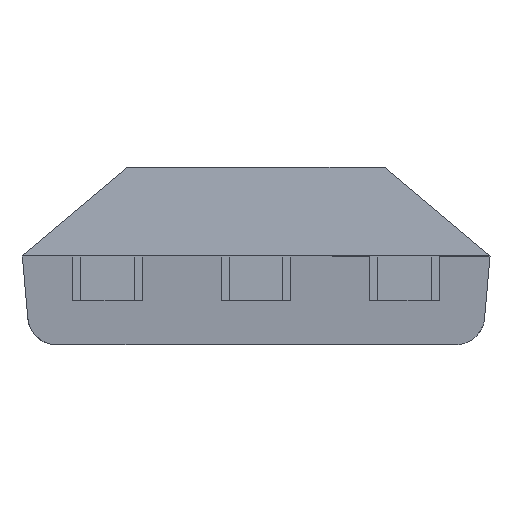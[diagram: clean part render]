
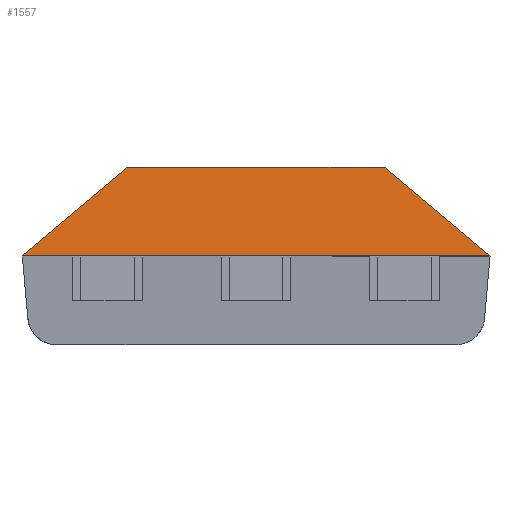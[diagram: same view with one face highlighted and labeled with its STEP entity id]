
A CAD part, front view. The second image highlights one B-rep face of the part: STEP entity #1557.
In plain terms, the highlighted planar face has unit normal (0, -0.996, 0.087).
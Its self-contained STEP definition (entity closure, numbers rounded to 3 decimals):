
#81 = VECTOR ( 'NONE', #1406, 1000. ) ;
#456 = LINE ( 'NONE', #3937, #3737 ) ;
#465 = FACE_OUTER_BOUND ( 'NONE', #4229, .T. ) ;
#509 = DIRECTION ( 'NONE',  ( -0.765, 0.056, 0.642 ) ) ;
#540 = CARTESIAN_POINT ( 'NONE',  ( -2., -1.575, 0.003 ) ) ;
#558 = LINE ( 'NONE', #1960, #2257 ) ;
#564 = ORIENTED_EDGE ( 'NONE', *, *, #2965, .T. ) ;
#577 = DIRECTION ( 'NONE',  ( 0., -0.996, 0.087 ) ) ;
#616 = VERTEX_POINT ( 'NONE', #3024 ) ;
#617 = VERTEX_POINT ( 'NONE', #917 ) ;
#748 = CARTESIAN_POINT ( 'NONE',  ( 2., -1.575, 0. ) ) ;
#843 = EDGE_CURVE ( 'NONE', #1283, #4055, #3323, .T. ) ;
#851 = EDGE_CURVE ( 'NONE', #616, #2610, #558, .T. ) ;
#917 = CARTESIAN_POINT ( 'NONE',  ( -1.097, -1.509, 0.76 ) ) ;
#1002 = EDGE_CURVE ( 'NONE', #1283, #2610, #1091, .T. ) ;
#1009 = DIRECTION ( 'NONE',  ( -1., 0., 0. ) ) ;
#1023 = DIRECTION ( 'NONE',  ( -0.765, -0.056, -0.642 ) ) ;
#1091 = LINE ( 'NONE', #748, #81 ) ;
#1101 = VERTEX_POINT ( 'NONE', #540 ) ;
#1279 = CARTESIAN_POINT ( 'NONE',  ( -2., -1.575, 0. ) ) ;
#1283 = VERTEX_POINT ( 'NONE', #2713 ) ;
#1360 = LINE ( 'NONE', #4168, #3585 ) ;
#1406 = DIRECTION ( 'NONE',  ( 0.087, -0.087, -0.992 ) ) ;
#1415 = DIRECTION ( 'NONE',  ( -0.087, -0.087, -0.992 ) ) ;
#1557 = ADVANCED_FACE ( 'NONE', ( #465 ), #1867, .T. ) ;
#1613 = ORIENTED_EDGE ( 'NONE', *, *, #843, .T. ) ;
#1867 = PLANE ( 'NONE',  #3185 ) ;
#1957 = CARTESIAN_POINT ( 'NONE',  ( 2., -1.575, 0. ) ) ;
#1960 = CARTESIAN_POINT ( 'NONE',  ( -2., -1.575, 0. ) ) ;
#2045 = ORIENTED_EDGE ( 'NONE', *, *, #2339, .T. ) ;
#2202 = EDGE_CURVE ( 'NONE', #617, #4055, #456, .T. ) ;
#2257 = VECTOR ( 'NONE', #2667, 1000. ) ;
#2339 = EDGE_CURVE ( 'NONE', #617, #1101, #1360, .T. ) ;
#2610 = VERTEX_POINT ( 'NONE', #1957 ) ;
#2667 = DIRECTION ( 'NONE',  ( 1., 0., 0. ) ) ;
#2713 = CARTESIAN_POINT ( 'NONE',  ( 2., -1.575, 0.003 ) ) ;
#2814 = CARTESIAN_POINT ( 'NONE',  ( -2., -1.575, 0. ) ) ;
#2965 = EDGE_CURVE ( 'NONE', #1101, #616, #3182, .T. ) ;
#3024 = CARTESIAN_POINT ( 'NONE',  ( -2., -1.575, 0. ) ) ;
#3182 = LINE ( 'NONE', #2814, #3422 ) ;
#3185 = AXIS2_PLACEMENT_3D ( 'NONE', #1279, #577, #1009 ) ;
#3221 = DIRECTION ( 'NONE',  ( 1., 0., 0. ) ) ;
#3323 = LINE ( 'NONE', #3688, #4237 ) ;
#3394 = ORIENTED_EDGE ( 'NONE', *, *, #2202, .F. ) ;
#3410 = ORIENTED_EDGE ( 'NONE', *, *, #851, .T. ) ;
#3422 = VECTOR ( 'NONE', #1415, 1000. ) ;
#3585 = VECTOR ( 'NONE', #1023, 1000. ) ;
#3635 = ORIENTED_EDGE ( 'NONE', *, *, #1002, .F. ) ;
#3688 = CARTESIAN_POINT ( 'NONE',  ( 1.033, -1.504, 0.814 ) ) ;
#3737 = VECTOR ( 'NONE', #3221, 1000. ) ;
#3937 = CARTESIAN_POINT ( 'NONE',  ( 0., -1.509, 0.76 ) ) ;
#4055 = VERTEX_POINT ( 'NONE', #4190 ) ;
#4168 = CARTESIAN_POINT ( 'NONE',  ( -1.033, -1.504, 0.814 ) ) ;
#4190 = CARTESIAN_POINT ( 'NONE',  ( 1.097, -1.509, 0.76 ) ) ;
#4229 = EDGE_LOOP ( 'NONE', ( #3394, #2045, #564, #3410, #3635, #1613 ) ) ;
#4237 = VECTOR ( 'NONE', #509, 1000. ) ;
